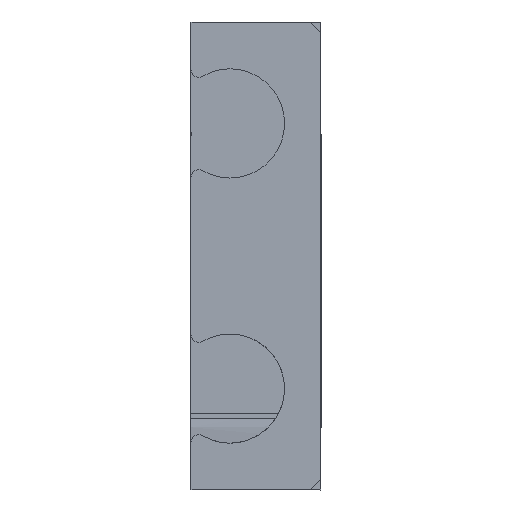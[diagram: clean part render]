
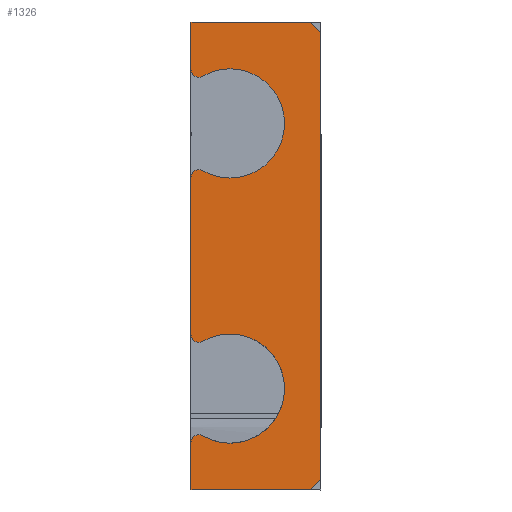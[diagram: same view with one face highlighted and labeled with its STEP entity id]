
A CAD part, left-side view. The second image highlights one B-rep face of the part: STEP entity #1326.
In plain terms, the highlighted planar face has unit normal (-1, 0, 0).
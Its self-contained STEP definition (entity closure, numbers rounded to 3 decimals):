
#61=FACE_OUTER_BOUND('',#132,.T.);
#132=EDGE_LOOP('',(#877,#878,#879,#880,#881,#882,#883,#884,#885,#886,#887,
#888,#889,#890));
#212=CIRCLE('',#1412,0.3);
#213=CIRCLE('',#1413,2.1);
#214=CIRCLE('',#1414,0.3);
#215=CIRCLE('',#1415,0.3);
#216=CIRCLE('',#1416,2.1);
#217=CIRCLE('',#1417,0.3);
#255=LINE('',#1904,#400);
#256=LINE('',#1906,#401);
#257=LINE('',#1908,#402);
#258=LINE('',#1916,#403);
#259=LINE('',#1924,#404);
#260=LINE('',#1926,#405);
#261=LINE('',#1928,#406);
#262=LINE('',#1929,#407);
#400=VECTOR('',#1529,10.);
#401=VECTOR('',#1530,10.);
#402=VECTOR('',#1531,10.);
#403=VECTOR('',#1538,10.);
#404=VECTOR('',#1545,10.);
#405=VECTOR('',#1546,10.);
#406=VECTOR('',#1547,10.);
#407=VECTOR('',#1548,10.);
#545=VERTEX_POINT('',#1902);
#546=VERTEX_POINT('',#1903);
#547=VERTEX_POINT('',#1905);
#548=VERTEX_POINT('',#1907);
#549=VERTEX_POINT('',#1909);
#550=VERTEX_POINT('',#1911);
#551=VERTEX_POINT('',#1913);
#552=VERTEX_POINT('',#1915);
#553=VERTEX_POINT('',#1917);
#554=VERTEX_POINT('',#1919);
#555=VERTEX_POINT('',#1921);
#556=VERTEX_POINT('',#1923);
#557=VERTEX_POINT('',#1925);
#558=VERTEX_POINT('',#1927);
#676=EDGE_CURVE('',#545,#546,#255,.T.);
#677=EDGE_CURVE('',#546,#547,#256,.T.);
#678=EDGE_CURVE('',#547,#548,#257,.T.);
#679=EDGE_CURVE('',#548,#549,#212,.T.);
#680=EDGE_CURVE('',#549,#550,#213,.T.);
#681=EDGE_CURVE('',#550,#551,#214,.T.);
#682=EDGE_CURVE('',#551,#552,#258,.T.);
#683=EDGE_CURVE('',#552,#553,#215,.T.);
#684=EDGE_CURVE('',#553,#554,#216,.T.);
#685=EDGE_CURVE('',#554,#555,#217,.T.);
#686=EDGE_CURVE('',#555,#556,#259,.T.);
#687=EDGE_CURVE('',#556,#557,#260,.T.);
#688=EDGE_CURVE('',#557,#558,#261,.T.);
#689=EDGE_CURVE('',#558,#545,#262,.T.);
#877=ORIENTED_EDGE('',*,*,#676,.T.);
#878=ORIENTED_EDGE('',*,*,#677,.T.);
#879=ORIENTED_EDGE('',*,*,#678,.T.);
#880=ORIENTED_EDGE('',*,*,#679,.T.);
#881=ORIENTED_EDGE('',*,*,#680,.T.);
#882=ORIENTED_EDGE('',*,*,#681,.T.);
#883=ORIENTED_EDGE('',*,*,#682,.T.);
#884=ORIENTED_EDGE('',*,*,#683,.T.);
#885=ORIENTED_EDGE('',*,*,#684,.T.);
#886=ORIENTED_EDGE('',*,*,#685,.T.);
#887=ORIENTED_EDGE('',*,*,#686,.T.);
#888=ORIENTED_EDGE('',*,*,#687,.T.);
#889=ORIENTED_EDGE('',*,*,#688,.T.);
#890=ORIENTED_EDGE('',*,*,#689,.T.);
#1279=PLANE('',#1411);
#1326=ADVANCED_FACE('',(#61),#1279,.T.);
#1411=AXIS2_PLACEMENT_3D('',#1901,#1527,#1528);
#1412=AXIS2_PLACEMENT_3D('',#1910,#1532,#1533);
#1413=AXIS2_PLACEMENT_3D('',#1912,#1534,#1535);
#1414=AXIS2_PLACEMENT_3D('',#1914,#1536,#1537);
#1415=AXIS2_PLACEMENT_3D('',#1918,#1539,#1540);
#1416=AXIS2_PLACEMENT_3D('',#1920,#1541,#1542);
#1417=AXIS2_PLACEMENT_3D('',#1922,#1543,#1544);
#1527=DIRECTION('center_axis',(-1.,0.,0.));
#1528=DIRECTION('ref_axis',(0.,0.,1.));
#1529=DIRECTION('',(0.,0.707,0.707));
#1530=DIRECTION('',(0.,1.,0.));
#1531=DIRECTION('',(0.,0.,-1.));
#1532=DIRECTION('center_axis',(-1.,0.,0.));
#1533=DIRECTION('ref_axis',(0.,1.,0.));
#1534=DIRECTION('center_axis',(1.,0.,0.));
#1535=DIRECTION('ref_axis',(0.,0.5,-0.866));
#1536=DIRECTION('center_axis',(-1.,0.,0.));
#1537=DIRECTION('ref_axis',(0.,-0.5,0.866));
#1538=DIRECTION('',(0.,0.,-1.));
#1539=DIRECTION('center_axis',(-1.,0.,0.));
#1540=DIRECTION('ref_axis',(0.,1.,0.));
#1541=DIRECTION('center_axis',(1.,0.,0.));
#1542=DIRECTION('ref_axis',(0.,0.5,-0.866));
#1543=DIRECTION('center_axis',(-1.,0.,0.));
#1544=DIRECTION('ref_axis',(0.,-0.5,0.866));
#1545=DIRECTION('',(0.,0.,-1.));
#1546=DIRECTION('',(0.,-1.,0.));
#1547=DIRECTION('',(0.,-0.707,0.707));
#1548=DIRECTION('',(0.,0.,1.));
#1901=CARTESIAN_POINT('Origin',(-98.,8.98,0.));
#1902=CARTESIAN_POINT('',(-98.,0.,8.6));
#1903=CARTESIAN_POINT('',(-98.,0.4,9.));
#1904=CARTESIAN_POINT('',(-98.,0.195,8.795));
#1905=CARTESIAN_POINT('',(-98.,5.,9.));
#1906=CARTESIAN_POINT('',(-98.,4.49,9.));
#1907=CARTESIAN_POINT('',(-98.,5.,7.178));
#1908=CARTESIAN_POINT('',(-98.,5.,0.));
#1909=CARTESIAN_POINT('',(-98.,4.55,6.919));
#1910=CARTESIAN_POINT('Origin',(-98.,4.7,7.178));
#1911=CARTESIAN_POINT('',(-98.,4.55,3.281));
#1912=CARTESIAN_POINT('Origin',(-98.,3.5,5.1));
#1913=CARTESIAN_POINT('',(-98.,5.,3.022));
#1914=CARTESIAN_POINT('Origin',(-98.,4.7,3.022));
#1915=CARTESIAN_POINT('',(-98.,5.,-3.022));
#1916=CARTESIAN_POINT('',(-98.,5.,0.));
#1917=CARTESIAN_POINT('',(-98.,4.55,-3.281));
#1918=CARTESIAN_POINT('Origin',(-98.,4.7,-3.022));
#1919=CARTESIAN_POINT('',(-98.,4.55,-6.919));
#1920=CARTESIAN_POINT('Origin',(-98.,3.5,-5.1));
#1921=CARTESIAN_POINT('',(-98.,5.,-7.178));
#1922=CARTESIAN_POINT('Origin',(-98.,4.7,-7.178));
#1923=CARTESIAN_POINT('',(-98.,5.,-9.));
#1924=CARTESIAN_POINT('',(-98.,5.,0.));
#1925=CARTESIAN_POINT('',(-98.,0.4,-9.));
#1926=CARTESIAN_POINT('',(-98.,4.49,-9.));
#1927=CARTESIAN_POINT('',(-98.,0.,-8.6));
#1928=CARTESIAN_POINT('',(-98.,0.195,-8.795));
#1929=CARTESIAN_POINT('',(-98.,0.,0.));
